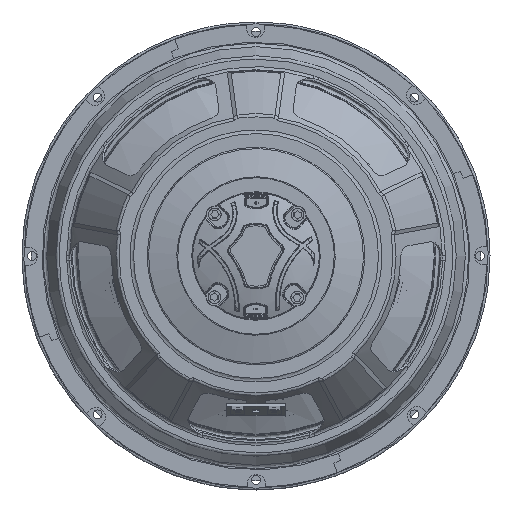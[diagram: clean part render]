
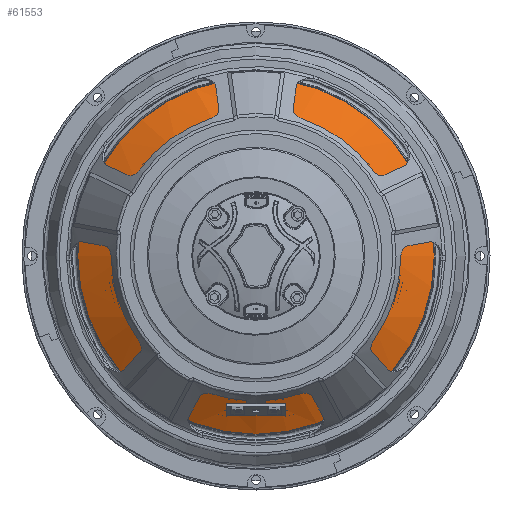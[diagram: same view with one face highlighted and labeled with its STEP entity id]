
A CAD part, front view. The second image highlights one B-rep face of the part: STEP entity #61553.
In plain terms, the highlighted free-form (B-spline) face has degree [3, 3] with [4, 7] control points.
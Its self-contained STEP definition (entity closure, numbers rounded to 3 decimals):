
#3328 = CARTESIAN_POINT ( 'NONE',  ( -195.006, 102.389, 97.503 ) ) ;
#3662 = DIRECTION ( 'NONE',  ( 0., 0., -1. ) ) ;
#5479 = CARTESIAN_POINT ( 'NONE',  ( 52.259, 48.644, -26.13 ) ) ;
#6864 = AXIS2_PLACEMENT_3D ( 'NONE', #14049, #70437, #15094 ) ;
#7948 = ORIENTED_EDGE ( 'NONE', *, *, #36662, .F. ) ;
#8087 = CARTESIAN_POINT ( 'NONE',  ( 0., 102.389, -97.503 ) ) ;
#9853 = CARTESIAN_POINT ( 'NONE',  ( -52.259, 48.644, -26.13 ) ) ;
#10206 = CARTESIAN_POINT ( 'NONE',  ( -91.633, 71.617, -45.817 ) ) ;
#13560 = CARTESIAN_POINT ( 'NONE',  ( 0., 102.389, 97.503 ) ) ;
#14049 = CARTESIAN_POINT ( 'NONE',  ( 0., 102.389, 0. ) ) ;
#15094 = DIRECTION ( 'NONE',  ( 0., 0., -1. ) ) ;
#15652 = CARTESIAN_POINT ( 'NONE',  ( 0., 48.644, 0. ) ) ;
#15676 = CARTESIAN_POINT ( 'NONE',  ( 0., 48.644, -26.13 ) ) ;
#16027 = CARTESIAN_POINT ( 'NONE',  ( 0., 89.816, -69.985 ) ) ;
#20782 = FACE_OUTER_BOUND ( 'NONE', #43052, .T. ) ;
#22565 = EDGE_LOOP ( 'NONE', ( #7948 ) ) ;
#24075 = VERTEX_POINT ( 'NONE', #24805 ) ;
#24805 = CARTESIAN_POINT ( 'NONE',  ( 0., 102.389, -97.503 ) ) ;
#25535 = CARTESIAN_POINT ( 'NONE',  ( -195.006, 102.389, -97.503 ) ) ;
#27674 = CARTESIAN_POINT ( 'NONE',  ( 52.259, 48.644, 26.13 ) ) ;
#29519 = EDGE_CURVE ( 'NONE', #47015, #47015, #53527, .T. ) ;
#32043 = CARTESIAN_POINT ( 'NONE',  ( 0., 71.617, -45.817 ) ) ;
#33134 = CARTESIAN_POINT ( 'NONE',  ( 0., 48.644, 26.13 ) ) ;
#35743 = CARTESIAN_POINT ( 'NONE',  ( 0., 89.816, -69.985 ) ) ;
#36662 = EDGE_CURVE ( 'NONE', #24075, #24075, #58016, .T. ) ;
#38607 = CARTESIAN_POINT ( 'NONE',  ( -139.97, 89.816, -69.985 ) ) ;
#38955 = CARTESIAN_POINT ( 'NONE',  ( 91.633, 71.617, 45.817 ) ) ;
#41867 = AXIS2_PLACEMENT_3D ( 'NONE', #15652, #42965, #3662 ) ;
#42965 = DIRECTION ( 'NONE',  ( 0., -1., 0. ) ) ;
#42987 = CARTESIAN_POINT ( 'NONE',  ( 195.006, 102.389, 97.503 ) ) ;
#43052 = EDGE_LOOP ( 'NONE', ( #47543 ) ) ;
#43332 = CARTESIAN_POINT ( 'NONE',  ( -139.97, 89.816, 69.985 ) ) ;
#43690 = CARTESIAN_POINT ( 'NONE',  ( 0., 89.816, 69.985 ) ) ;
#47015 = VERTEX_POINT ( 'NONE', #69244 ) ;
#47543 = ORIENTED_EDGE ( 'NONE', *, *, #29519, .F. ) ;
#47756 = CARTESIAN_POINT ( 'NONE',  ( 0., 102.389, -97.503 ) ) ;
#48147 =( BOUNDED_SURFACE ( )  B_SPLINE_SURFACE ( 3, 3, ( 
 ( #8087, #53213, #42987, #13560, #3328, #25535, #47756 ),
 ( #35743, #69975, #66651, #43690, #43332, #38607, #16027 ),
 ( #32043, #60093, #38955, #61191, #54266, #10206, #65560 ),
 ( #15676, #5479, #27674, #33134, #55361, #9853, #71747 ) ),
 .UNSPECIFIED., .F., .T., .F. ) 
 B_SPLINE_SURFACE_WITH_KNOTS ( ( 4, 4 ),
 ( 4, 3, 4 ),
 ( 0., 1. ),
 ( 0., 0.5, 1. ),
 .UNSPECIFIED. ) 
 GEOMETRIC_REPRESENTATION_ITEM ( )  RATIONAL_B_SPLINE_SURFACE ( (
 ( 1., 0.333, 0.333, 1., 0.333, 0.333, 1.),
 ( 0.984, 0.328, 0.328, 0.984, 0.328, 0.328, 0.984),
 ( 0.984, 0.328, 0.328, 0.984, 0.328, 0.328, 0.984),
 ( 1., 0.333, 0.333, 1., 0.333, 0.333, 1.) ) ) 
 REPRESENTATION_ITEM ( '' )  SURFACE ( )  );
#53213 = CARTESIAN_POINT ( 'NONE',  ( 195.006, 102.389, -97.503 ) ) ;
#53527 = CIRCLE ( 'NONE', #41867, 26.13 ) ;
#54266 = CARTESIAN_POINT ( 'NONE',  ( -91.633, 71.617, 45.817 ) ) ;
#55361 = CARTESIAN_POINT ( 'NONE',  ( -52.259, 48.644, 26.13 ) ) ;
#58016 = CIRCLE ( 'NONE', #6864, 97.503 ) ;
#60093 = CARTESIAN_POINT ( 'NONE',  ( 91.633, 71.617, -45.817 ) ) ;
#61191 = CARTESIAN_POINT ( 'NONE',  ( 0., 71.617, 45.817 ) ) ;
#61553 = ADVANCED_FACE ( 'NONE', ( #70675, #20782 ), #48147, .F. ) ;
#65560 = CARTESIAN_POINT ( 'NONE',  ( 0., 71.617, -45.817 ) ) ;
#66651 = CARTESIAN_POINT ( 'NONE',  ( 139.97, 89.816, 69.985 ) ) ;
#69244 = CARTESIAN_POINT ( 'NONE',  ( 0., 48.644, -26.13 ) ) ;
#69975 = CARTESIAN_POINT ( 'NONE',  ( 139.97, 89.816, -69.985 ) ) ;
#70437 = DIRECTION ( 'NONE',  ( 0., 1., 0. ) ) ;
#70675 = FACE_OUTER_BOUND ( 'NONE', #22565, .T. ) ;
#71747 = CARTESIAN_POINT ( 'NONE',  ( 0., 48.644, -26.13 ) ) ;
